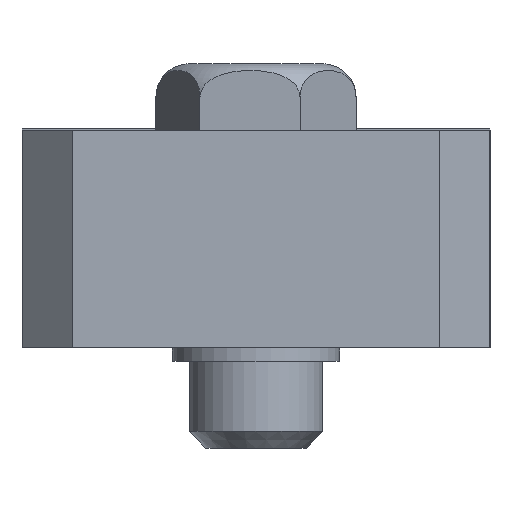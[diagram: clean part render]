
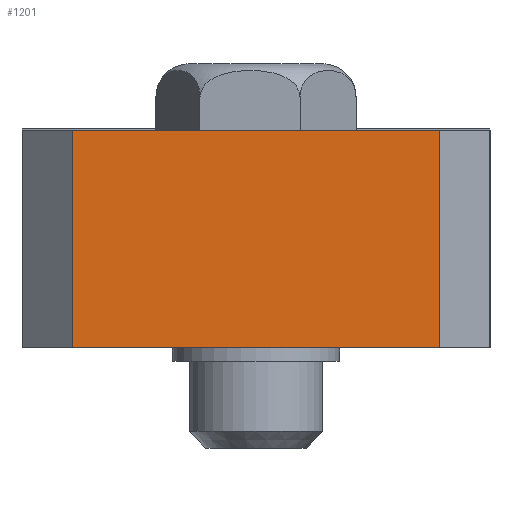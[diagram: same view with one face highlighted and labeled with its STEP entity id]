
A CAD part, left-side view. The second image highlights one B-rep face of the part: STEP entity #1201.
In plain terms, the highlighted planar face has unit normal (-1, 0, 0).
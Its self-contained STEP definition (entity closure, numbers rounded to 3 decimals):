
#102 = DIRECTION ( 'NONE',  ( 0., 0., 1. ) ) ;
#243 = EDGE_CURVE ( 'NONE', #930, #879, #2374, .T. ) ;
#272 = LINE ( 'NONE', #1368, #1114 ) ;
#319 = DIRECTION ( 'NONE',  ( 0., -1., 0. ) ) ;
#359 = ORIENTED_EDGE ( 'NONE', *, *, #365, .T. ) ;
#365 = EDGE_CURVE ( 'NONE', #1053, #625, #272, .T. ) ;
#472 = PLANE ( 'NONE',  #2249 ) ;
#492 = CARTESIAN_POINT ( 'NONE',  ( 0., 3., 0. ) ) ;
#520 = EDGE_CURVE ( 'NONE', #930, #1053, #2609, .T. ) ;
#542 = LINE ( 'NONE', #492, #1655 ) ;
#564 = DIRECTION ( 'NONE',  ( -1., 0., 0. ) ) ;
#625 = VERTEX_POINT ( 'NONE', #1349 ) ;
#837 = ORIENTED_EDGE ( 'NONE', *, *, #2193, .F. ) ;
#879 = VERTEX_POINT ( 'NONE', #1740 ) ;
#902 = DIRECTION ( 'NONE',  ( 0., 0., 1. ) ) ;
#930 = VERTEX_POINT ( 'NONE', #1489 ) ;
#1053 = VERTEX_POINT ( 'NONE', #2512 ) ;
#1067 = CARTESIAN_POINT ( 'NONE',  ( 0., 3., -13. ) ) ;
#1114 = VECTOR ( 'NONE', #1761, 1000. ) ;
#1126 = ORIENTED_EDGE ( 'NONE', *, *, #243, .F. ) ;
#1201 = ADVANCED_FACE ( 'NONE', ( #2253 ), #472, .T. ) ;
#1349 = CARTESIAN_POINT ( 'NONE',  ( 0., 3., 0. ) ) ;
#1368 = CARTESIAN_POINT ( 'NONE',  ( 0., 3., -13. ) ) ;
#1371 = VECTOR ( 'NONE', #102, 1000. ) ;
#1447 = CARTESIAN_POINT ( 'NONE',  ( 0., 25., -13. ) ) ;
#1469 = CARTESIAN_POINT ( 'NONE',  ( 0., 3., -13. ) ) ;
#1489 = CARTESIAN_POINT ( 'NONE',  ( 0., 25., -13. ) ) ;
#1655 = VECTOR ( 'NONE', #1993, 1000. ) ;
#1740 = CARTESIAN_POINT ( 'NONE',  ( 0., 25., 0. ) ) ;
#1761 = DIRECTION ( 'NONE',  ( 0., 0., 1. ) ) ;
#1825 = ORIENTED_EDGE ( 'NONE', *, *, #520, .T. ) ;
#1940 = VECTOR ( 'NONE', #319, 1000. ) ;
#1993 = DIRECTION ( 'NONE',  ( 0., -1., 0. ) ) ;
#2193 = EDGE_CURVE ( 'NONE', #879, #625, #542, .T. ) ;
#2249 = AXIS2_PLACEMENT_3D ( 'NONE', #1067, #564, #902 ) ;
#2253 = FACE_OUTER_BOUND ( 'NONE', #2357, .T. ) ;
#2357 = EDGE_LOOP ( 'NONE', ( #837, #1126, #1825, #359 ) ) ;
#2374 = LINE ( 'NONE', #1447, #1371 ) ;
#2512 = CARTESIAN_POINT ( 'NONE',  ( 0., 3., -13. ) ) ;
#2609 = LINE ( 'NONE', #1469, #1940 ) ;
